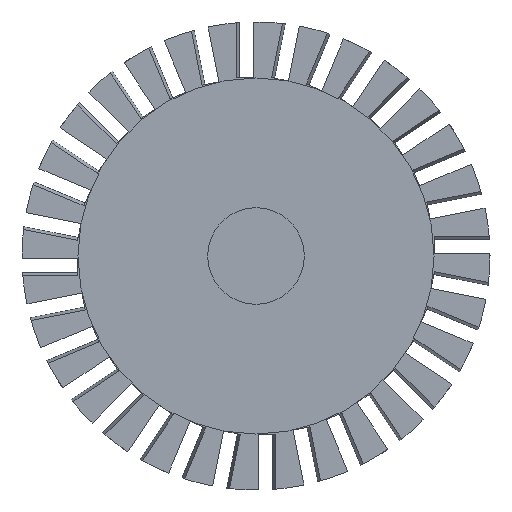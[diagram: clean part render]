
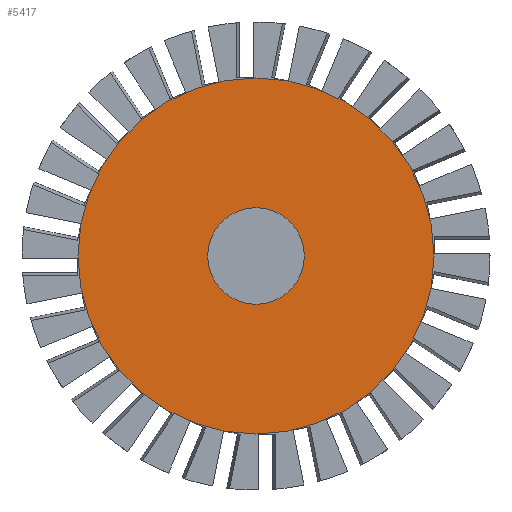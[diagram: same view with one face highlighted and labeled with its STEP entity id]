
A CAD part, front view. The second image highlights one B-rep face of the part: STEP entity #5417.
In plain terms, the highlighted planar face has unit normal (0, -1, 0).
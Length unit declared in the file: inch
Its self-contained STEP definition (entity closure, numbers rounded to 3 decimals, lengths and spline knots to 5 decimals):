
#95 = VERTEX_POINT ( 'NONE', #2494 ) ;
#551 = FACE_BOUND ( 'NONE', #734, .T. ) ;
#734 = EDGE_LOOP ( 'NONE', ( #2769, #6030 ) ) ;
#1304 = FACE_OUTER_BOUND ( 'NONE', #2186, .T. ) ;
#1339 = ORIENTED_EDGE ( 'NONE', *, *, #3501, .T. ) ;
#1401 = DIRECTION ( 'NONE',  ( 0., -1., 0. ) ) ;
#1678 = EDGE_CURVE ( 'NONE', #2597, #6558, #4420, .T. ) ;
#1736 = DIRECTION ( 'NONE',  ( 0., -1., 0. ) ) ;
#2186 = EDGE_LOOP ( 'NONE', ( #1339, #6044 ) ) ;
#2334 = AXIS2_PLACEMENT_3D ( 'NONE', #5342, #2630, #6770 ) ;
#2494 = CARTESIAN_POINT ( 'NONE',  ( 0., -0.3125, -2.762 ) ) ;
#2597 = VERTEX_POINT ( 'NONE', #4232 ) ;
#2624 = AXIS2_PLACEMENT_3D ( 'NONE', #5975, #1736, #8265 ) ;
#2630 = DIRECTION ( 'NONE',  ( 0., -1., 0. ) ) ;
#2769 = ORIENTED_EDGE ( 'NONE', *, *, #1678, .F. ) ;
#3222 = CIRCLE ( 'NONE', #2334, 2.762 ) ;
#3410 = DIRECTION ( 'NONE',  ( 0., 0., -1. ) ) ;
#3465 = CARTESIAN_POINT ( 'NONE',  ( 0., -0.3125, 0. ) ) ;
#3501 = EDGE_CURVE ( 'NONE', #95, #8471, #3222, .T. ) ;
#3642 = AXIS2_PLACEMENT_3D ( 'NONE', #6255, #1401, #5696 ) ;
#4056 = DIRECTION ( 'NONE',  ( 0., -1., 0. ) ) ;
#4126 = AXIS2_PLACEMENT_3D ( 'NONE', #9063, #4056, #3410 ) ;
#4232 = CARTESIAN_POINT ( 'NONE',  ( 0., -0.3125, -0.75 ) ) ;
#4420 = CIRCLE ( 'NONE', #2624, 0.75 ) ;
#4867 = DIRECTION ( 'NONE',  ( 0., -1., 0. ) ) ;
#4948 = CIRCLE ( 'NONE', #5388, 0.75 ) ;
#5342 = CARTESIAN_POINT ( 'NONE',  ( 0., -0.3125, 0. ) ) ;
#5388 = AXIS2_PLACEMENT_3D ( 'NONE', #3465, #4867, #7009 ) ;
#5417 = ADVANCED_FACE ( 'NONE', ( #1304, #551 ), #9248, .T. ) ;
#5696 = DIRECTION ( 'NONE',  ( 0., 0., -1. ) ) ;
#5975 = CARTESIAN_POINT ( 'NONE',  ( 0., -0.3125, 0. ) ) ;
#6030 = ORIENTED_EDGE ( 'NONE', *, *, #6223, .F. ) ;
#6044 = ORIENTED_EDGE ( 'NONE', *, *, #8072, .T. ) ;
#6223 = EDGE_CURVE ( 'NONE', #6558, #2597, #4948, .T. ) ;
#6255 = CARTESIAN_POINT ( 'NONE',  ( 0., -0.3125, 0. ) ) ;
#6558 = VERTEX_POINT ( 'NONE', #7806 ) ;
#6770 = DIRECTION ( 'NONE',  ( 0., 0., -1. ) ) ;
#7009 = DIRECTION ( 'NONE',  ( 0., 0., -1. ) ) ;
#7806 = CARTESIAN_POINT ( 'NONE',  ( 0., -0.3125, 0.75 ) ) ;
#8072 = EDGE_CURVE ( 'NONE', #8471, #95, #9158, .T. ) ;
#8265 = DIRECTION ( 'NONE',  ( 0., 0., -1. ) ) ;
#8471 = VERTEX_POINT ( 'NONE', #9144 ) ;
#9063 = CARTESIAN_POINT ( 'NONE',  ( 0., -0.3125, 0. ) ) ;
#9144 = CARTESIAN_POINT ( 'NONE',  ( 0., -0.3125, 2.762 ) ) ;
#9158 = CIRCLE ( 'NONE', #3642, 2.762 ) ;
#9248 = PLANE ( 'NONE',  #4126 ) ;
